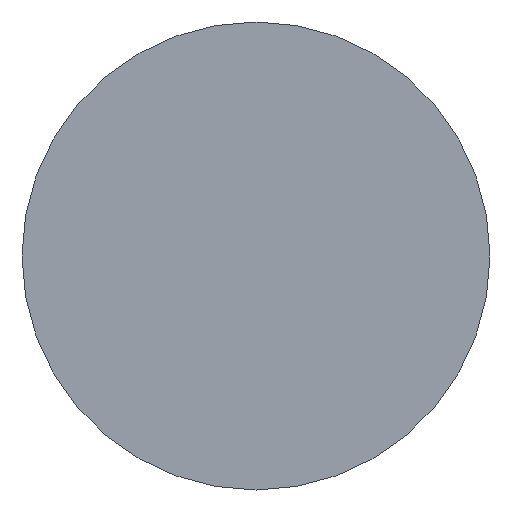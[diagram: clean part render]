
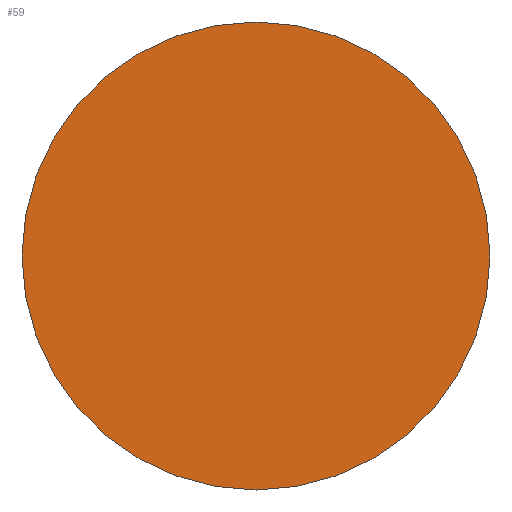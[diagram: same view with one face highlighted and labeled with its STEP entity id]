
A CAD part, front view. The second image highlights one B-rep face of the part: STEP entity #59.
In plain terms, the highlighted planar face has unit normal (0, -1, 0).
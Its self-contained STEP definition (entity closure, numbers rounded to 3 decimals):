
#59=ADVANCED_FACE('',(#112),#114,.F.);
#112=FACE_BOUND('',#113,.T.);
#113=EDGE_LOOP('',(#130));
#114=PLANE('',#115);
#115=AXIS2_PLACEMENT_3D('',#116,#117,#118);
#116=CARTESIAN_POINT('',(0.,0.,0.));
#117=DIRECTION('',(0.,1.,0.));
#118=DIRECTION('',(-1.,0.,0.));
#130=ORIENTED_EDGE('',*,*,#136,.F.);
#136=EDGE_CURVE('',#147,#147,#148,.T.);
#147=VERTEX_POINT('',#174);
#148=CIRCLE('',#175,25.5);
#174=CARTESIAN_POINT('',(-25.5,0.,0.));
#175=AXIS2_PLACEMENT_3D('',#176,#177,#178);
#176=CARTESIAN_POINT('',(0.,0.,0.));
#177=DIRECTION('',(0.,1.,0.));
#178=DIRECTION('',(-1.,0.,0.));
